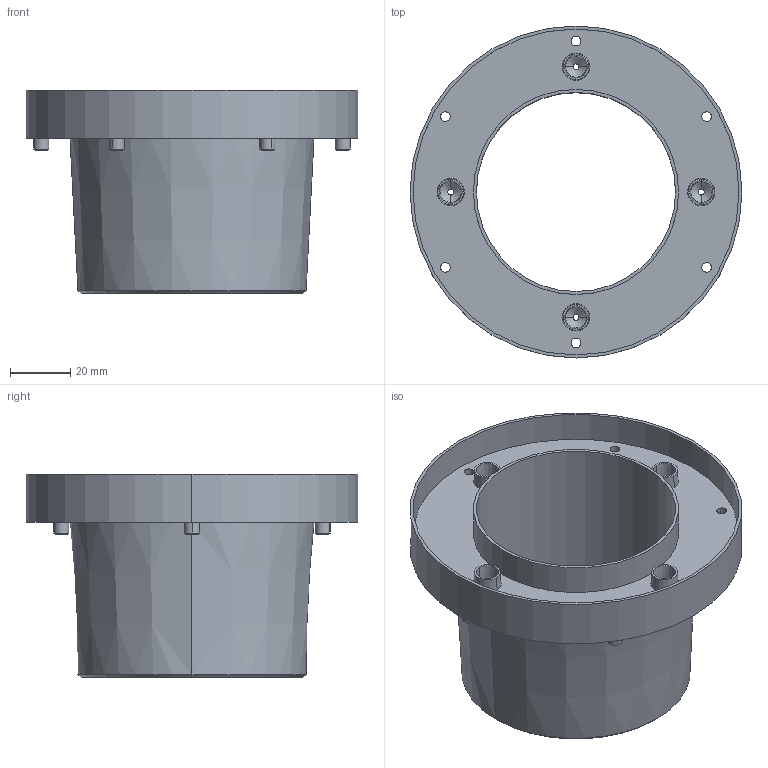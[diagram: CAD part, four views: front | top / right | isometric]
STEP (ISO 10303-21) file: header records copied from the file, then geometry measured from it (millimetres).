
FILE_DESCRIPTION (( 'STEP AP214' ), '1' );
FILE_NAME ('week13_flare_hood_b-lid.STEP', '2025-05-27T10:40:00', ( '' ), ( '' ), 'SwSTEP 2.0', 'SolidWorks 2024', '' );
FILE_SCHEMA (( 'AUTOMOTIVE_DESIGN' ));
Length unit declared in the file: millimetre
Products named in the file (1): week13_flare_hood_b-lid
Bounding box: 110 x 110 x 67.5 mm (x, y, z)
Volume: 112767.1 mm3; surface area: 51187.7 mm2
Topology: 1 solids, 1 shells, 117 faces, 280 edges, 174 vertices
Faces by surface type: cylinder 48, cone 42, plane 23, torus 4
Entity records: 3671 total; most frequent: CARTESIAN_POINT 752, DIRECTION 682, ORIENTED_EDGE 560, AXIS2_PLACEMENT_3D 296, EDGE_CURVE 280, CIRCLE 178, VERTEX_POINT 174, EDGE_LOOP 148
